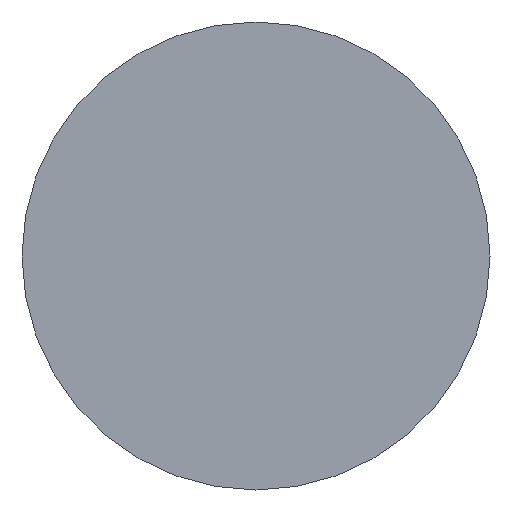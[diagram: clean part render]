
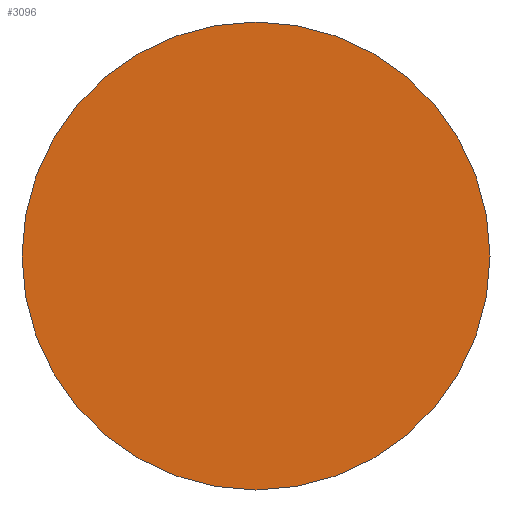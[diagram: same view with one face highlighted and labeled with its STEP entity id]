
A CAD part, left-side view. The second image highlights one B-rep face of the part: STEP entity #3096.
In plain terms, the highlighted planar face has unit normal (-1, 0, 0).
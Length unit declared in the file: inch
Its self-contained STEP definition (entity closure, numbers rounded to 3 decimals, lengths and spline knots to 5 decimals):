
#325 = CARTESIAN_POINT ( 'NONE',  ( 0., 0., 3.625 ) ) ;
#367 = DIRECTION ( 'NONE',  ( -1., 0., 0. ) ) ;
#376 = DIRECTION ( 'NONE',  ( 1., 0., 0. ) ) ;
#435 = DIRECTION ( 'NONE',  ( 0., 0., -1. ) ) ;
#536 = AXIS2_PLACEMENT_3D ( 'NONE', #3461, #376, #435 ) ;
#787 = AXIS2_PLACEMENT_3D ( 'NONE', #1262, #367, #1244 ) ;
#987 = FACE_OUTER_BOUND ( 'NONE', #2833, .T. ) ;
#1049 = VERTEX_POINT ( 'NONE', #1768 ) ;
#1182 = CIRCLE ( 'NONE', #1506, 3.625 ) ;
#1244 = DIRECTION ( 'NONE',  ( 0., 0., 1. ) ) ;
#1262 = CARTESIAN_POINT ( 'NONE',  ( 0., 0., 0. ) ) ;
#1506 = AXIS2_PLACEMENT_3D ( 'NONE', #3746, #1887, #2222 ) ;
#1768 = CARTESIAN_POINT ( 'NONE',  ( 0., 0., -3.625 ) ) ;
#1887 = DIRECTION ( 'NONE',  ( -1., 0., 0. ) ) ;
#2082 = ORIENTED_EDGE ( 'NONE', *, *, #3632, .T. ) ;
#2222 = DIRECTION ( 'NONE',  ( 0., 0., 1. ) ) ;
#2232 = PLANE ( 'NONE',  #536 ) ;
#2373 = ORIENTED_EDGE ( 'NONE', *, *, #3564, .T. ) ;
#2833 = EDGE_LOOP ( 'NONE', ( #2082, #2373 ) ) ;
#3057 = CIRCLE ( 'NONE', #787, 3.625 ) ;
#3096 = ADVANCED_FACE ( 'NONE', ( #987 ), #2232, .F. ) ;
#3461 = CARTESIAN_POINT ( 'NONE',  ( 0., 3.625, 0. ) ) ;
#3564 = EDGE_CURVE ( 'NONE', #1049, #3590, #3057, .T. ) ;
#3590 = VERTEX_POINT ( 'NONE', #325 ) ;
#3632 = EDGE_CURVE ( 'NONE', #3590, #1049, #1182, .T. ) ;
#3746 = CARTESIAN_POINT ( 'NONE',  ( 0., 0., 0. ) ) ;
